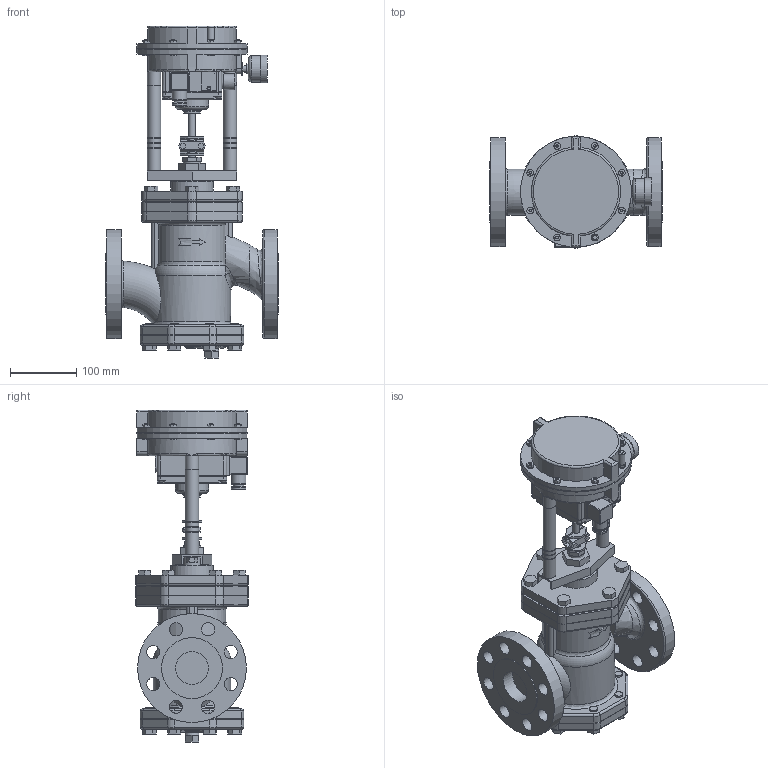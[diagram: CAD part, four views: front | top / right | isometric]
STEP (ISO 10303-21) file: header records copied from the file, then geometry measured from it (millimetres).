
FILE_DESCRIPTION(/* description */ (''),/* implementation_level */ '2;1');
FILE_NAME(/* name */ 'cvsr0-050-a0300-00.stp',/* time_stamp */ '2018-06-26T13:48:27+09:00',/* author */ ('nakaot'),/* organization */ (''),/* preprocessor_version */ 'ST-DEVELOPER v15.6',/* originating_system */ 'Autodesk Inventor 2015',/* authorisation */ '');
FILE_SCHEMA (('CONFIG_CONTROL_DESIGN'));
Length unit declared in the file: millimetre
Products named in the file (1): cvsr0-050-a0300-00
Bounding box: 261 x 171.16 x 503 mm (x, y, z)
Volume: 6140495.1 mm3; surface area: 554966.9 mm2
Topology: 3 solids, 4 shells, 1083 faces, 2607 edges, 1654 vertices
Faces by surface type: plane 719, cylinder 264, torus 56, bspline 39, sphere 4, cone 1
Full cylindrical faces by diameter (mm): 4 x8, 4.5 x4, 6 x1, 8 x4, 10 x10, 10.392 x1, 11.445 x2, 12 x34, 14 x8, 15 x3, 16 x2, 16.6 x1, 18 x6, 20 x28, 22 x3, 24 x1, 25 x1, 26 x1, 30 x1, 40 x1, 42 x1, 50 x3, 65 x1, 88 x1, 92.1 x1, 100 x1, 120 x1, 164 x1, 165 x2, 168 x2
Entity records: 32699 total; most frequent: CARTESIAN_POINT 7969, DIRECTION 5110, ORIENTED_EDGE 4820, EDGE_CURVE 2410, AXIS2_PLACEMENT_3D 1800, VERTEX_POINT 1611, LINE 1510, VECTOR 1510
